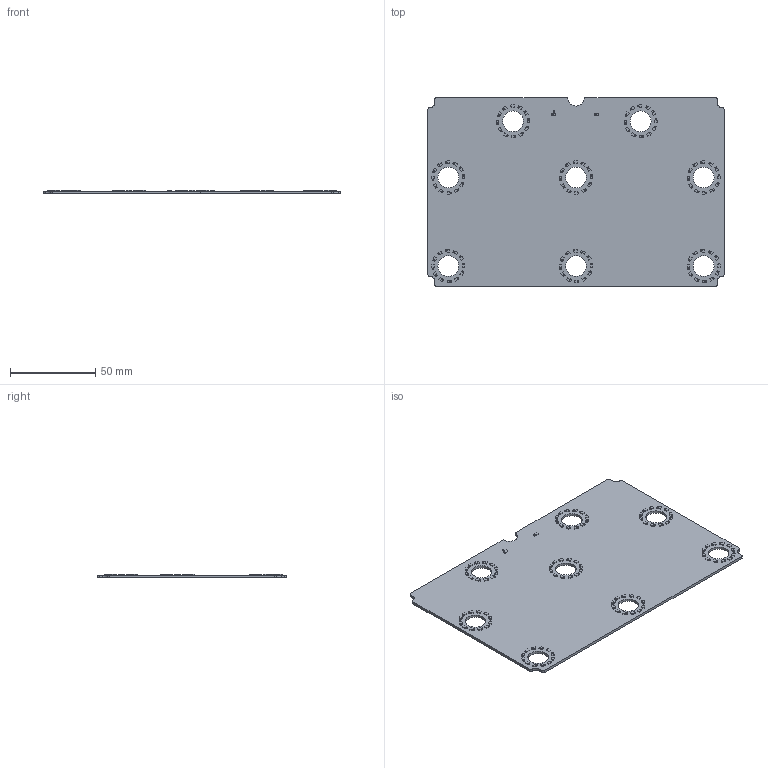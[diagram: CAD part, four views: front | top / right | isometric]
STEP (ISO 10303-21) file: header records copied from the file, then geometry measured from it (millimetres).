
FILE_DESCRIPTION(('KiCad electronic assembly'),'2;1');
FILE_NAME('pedalboard-display-3D.step','2024-10-04T17:34:33',('Pcbnew'), ('Kicad'),'Open CASCADE STEP processor 7.6','KiCad to STEP converter', 'Unknown');
FILE_SCHEMA(('AUTOMOTIVE_DESIGN { 1 0 10303 214 1 1 1 1 }'));
Length unit declared in the file: millimetre
Products named in the file (8): pedalboard-display-3D 1; C_0402_1005Metric; led; union; R_0402_1005Metric; kibot_vzmy5q8c_PCB
Assembly tree (201 placements, depth 3):
  pedalboard-display-3D 1
    C_0402_1005Metric  x98
      C_0402_1005Metric
    led  x98
      union
    R_0402_1005Metric
      R_0402_1005Metric
    kibot_vzmy5q8c_PCB
Bounding box: 174 x 111 x 2.3 mm (x, y, z)
Volume: 29365 mm3; surface area: 38962 mm2
Topology: 198 solids, 198 shells, 3785 faces, 9183 edges, 5990 vertices
Faces by surface type: plane 2580, cylinder 1205
Full cylindrical faces by diameter (mm): 12.2 x8
Entity records: 5241 total; most frequent: DIRECTION 943, CARTESIAN_POINT 730, ORIENTED_EDGE 518, AXIS2_PLACEMENT_3D 383, EDGE_CURVE 259, PRODUCT_DEFINITION_SHAPE 209, CONTEXT_DEPENDENT_SHAPE_REPRESENTATION 201, ITEM_DEFINED_TRANSFORMATION 201
